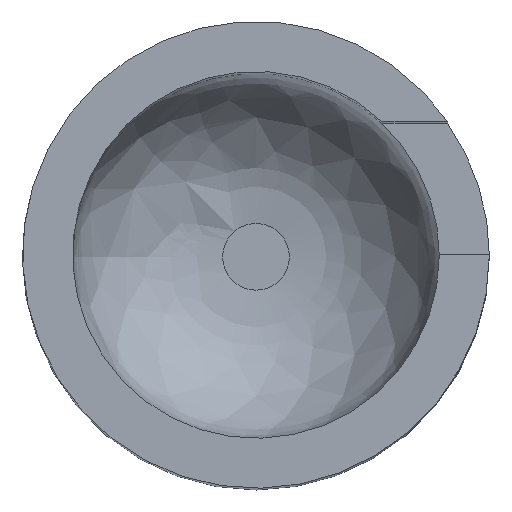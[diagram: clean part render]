
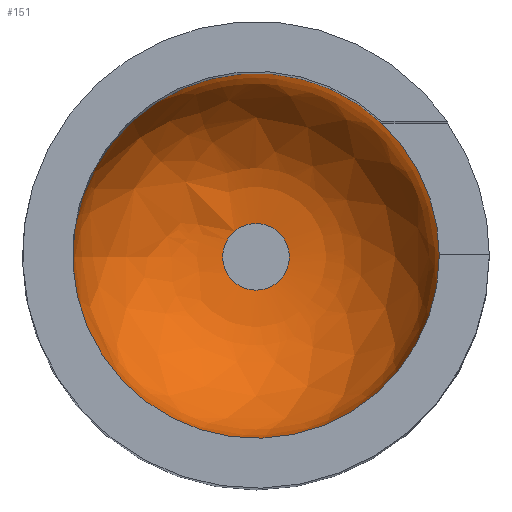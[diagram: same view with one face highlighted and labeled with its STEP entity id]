
A CAD part, top view. The second image highlights one B-rep face of the part: STEP entity #151.
In plain terms, the highlighted free-form (B-spline) face has degree [2, 2] with [3, 9] control points.
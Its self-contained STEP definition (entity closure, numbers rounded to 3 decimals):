
#15=(
BOUNDED_SURFACE()
B_SPLINE_SURFACE(2,2,((#272,#273,#274,#275,#276,#277,#278,#279,#280),(#281,
#282,#283,#284,#285,#286,#287,#288,#289),(#290,#291,#292,#293,#294,#295,
#296,#297,#298)),.UNSPECIFIED.,.F.,.T.,.F.)
B_SPLINE_SURFACE_WITH_KNOTS((3,3),(3,2,2,2,3),(-1.571,0.),(-3.142,
-1.571,0.,1.571,3.142),.UNSPECIFIED.)
GEOMETRIC_REPRESENTATION_ITEM()
RATIONAL_B_SPLINE_SURFACE(((1.,0.707,1.,0.707,1.,
0.707,1.,0.707,1.),(0.707,0.5,0.707,
0.5,0.707,0.5,0.707,0.5,0.707),(1.,
0.707,1.,0.707,1.,0.707,1.,0.707,
1.)))
REPRESENTATION_ITEM('')
SURFACE()
);
#25=FACE_OUTER_BOUND('',#35,.T.);
#35=EDGE_LOOP('',(#125,#126,#127,#128,#129,#130));
#41=CIRCLE('',#173,5.5);
#42=CIRCLE('',#174,5.5);
#43=CIRCLE('',#177,5.5);
#47=CIRCLE('',#183,1.);
#48=CIRCLE('',#184,4.5);
#71=VERTEX_POINT('',#250);
#72=VERTEX_POINT('',#252);
#73=VERTEX_POINT('',#254);
#77=VERTEX_POINT('',#299);
#84=EDGE_CURVE('',#71,#72,#41,.T.);
#85=EDGE_CURVE('',#72,#73,#42,.T.);
#89=EDGE_CURVE('',#73,#71,#43,.T.);
#95=EDGE_CURVE('',#77,#77,#47,.T.);
#96=EDGE_CURVE('',#77,#72,#48,.T.);
#125=ORIENTED_EDGE('',*,*,#95,.F.);
#126=ORIENTED_EDGE('',*,*,#96,.T.);
#127=ORIENTED_EDGE('',*,*,#84,.F.);
#128=ORIENTED_EDGE('',*,*,#89,.F.);
#129=ORIENTED_EDGE('',*,*,#85,.F.);
#130=ORIENTED_EDGE('',*,*,#96,.F.);
#151=ADVANCED_FACE('',(#25),#15,.T.);
#173=AXIS2_PLACEMENT_3D('',#253,#202,#203);
#174=AXIS2_PLACEMENT_3D('',#255,#204,#205);
#177=AXIS2_PLACEMENT_3D('',#262,#213,#214);
#183=AXIS2_PLACEMENT_3D('',#300,#227,#228);
#184=AXIS2_PLACEMENT_3D('',#301,#229,#230);
#202=DIRECTION('center_axis',(0.,0.,-1.));
#203=DIRECTION('ref_axis',(1.,0.,0.));
#204=DIRECTION('center_axis',(0.,0.,-1.));
#205=DIRECTION('ref_axis',(1.,0.,0.));
#213=DIRECTION('center_axis',(0.,0.,-1.));
#214=DIRECTION('ref_axis',(1.,0.,0.));
#227=DIRECTION('center_axis',(0.,0.,1.));
#228=DIRECTION('ref_axis',(1.,0.,0.));
#229=DIRECTION('center_axis',(0.,1.,0.));
#230=DIRECTION('ref_axis',(-1.,0.,0.));
#250=CARTESIAN_POINT('',(5.5,0.,6.));
#252=CARTESIAN_POINT('',(-5.5,0.,6.));
#253=CARTESIAN_POINT('Origin',(0.,0.,6.));
#254=CARTESIAN_POINT('',(3.775,4.,6.));
#255=CARTESIAN_POINT('Origin',(0.,0.,6.));
#262=CARTESIAN_POINT('Origin',(0.,0.,6.));
#272=CARTESIAN_POINT('Ctrl Pts',(-1.,0.,1.5));
#273=CARTESIAN_POINT('Ctrl Pts',(-1.,-1.,1.5));
#274=CARTESIAN_POINT('Ctrl Pts',(0.,-1.,1.5));
#275=CARTESIAN_POINT('Ctrl Pts',(1.,-1.,1.5));
#276=CARTESIAN_POINT('Ctrl Pts',(1.,0.,1.5));
#277=CARTESIAN_POINT('Ctrl Pts',(1.,1.,1.5));
#278=CARTESIAN_POINT('Ctrl Pts',(0.,1.,1.5));
#279=CARTESIAN_POINT('Ctrl Pts',(-1.,1.,1.5));
#280=CARTESIAN_POINT('Ctrl Pts',(-1.,0.,1.5));
#281=CARTESIAN_POINT('Ctrl Pts',(-5.5,0.,1.5));
#282=CARTESIAN_POINT('Ctrl Pts',(-5.5,-5.5,1.5));
#283=CARTESIAN_POINT('Ctrl Pts',(0.,-5.5,1.5));
#284=CARTESIAN_POINT('Ctrl Pts',(5.5,-5.5,1.5));
#285=CARTESIAN_POINT('Ctrl Pts',(5.5,0.,1.5));
#286=CARTESIAN_POINT('Ctrl Pts',(5.5,5.5,1.5));
#287=CARTESIAN_POINT('Ctrl Pts',(0.,5.5,1.5));
#288=CARTESIAN_POINT('Ctrl Pts',(-5.5,5.5,1.5));
#289=CARTESIAN_POINT('Ctrl Pts',(-5.5,0.,1.5));
#290=CARTESIAN_POINT('Ctrl Pts',(-5.5,0.,6.));
#291=CARTESIAN_POINT('Ctrl Pts',(-5.5,-5.5,6.));
#292=CARTESIAN_POINT('Ctrl Pts',(0.,-5.5,6.));
#293=CARTESIAN_POINT('Ctrl Pts',(5.5,-5.5,6.));
#294=CARTESIAN_POINT('Ctrl Pts',(5.5,0.,6.));
#295=CARTESIAN_POINT('Ctrl Pts',(5.5,5.5,6.));
#296=CARTESIAN_POINT('Ctrl Pts',(0.,5.5,6.));
#297=CARTESIAN_POINT('Ctrl Pts',(-5.5,5.5,6.));
#298=CARTESIAN_POINT('Ctrl Pts',(-5.5,0.,6.));
#299=CARTESIAN_POINT('',(-1.,0.,1.5));
#300=CARTESIAN_POINT('Origin',(0.,0.,1.5));
#301=CARTESIAN_POINT('Origin',(-1.,0.,6.));
